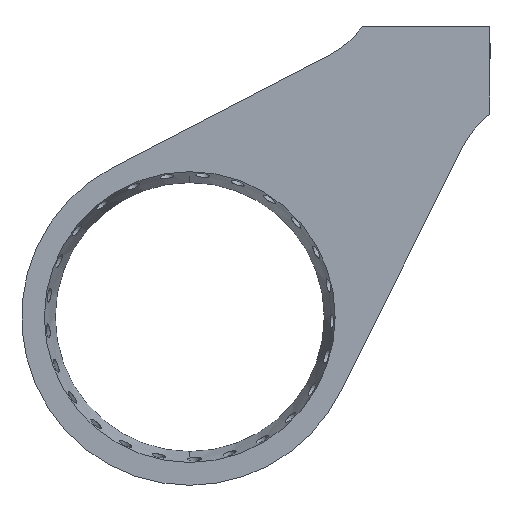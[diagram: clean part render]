
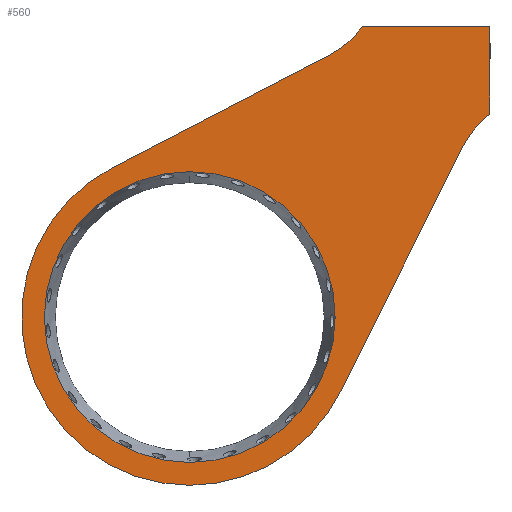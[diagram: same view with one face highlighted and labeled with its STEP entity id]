
A CAD part, front view. The second image highlights one B-rep face of the part: STEP entity #560.
In plain terms, the highlighted planar face has unit normal (0, -1, 0).
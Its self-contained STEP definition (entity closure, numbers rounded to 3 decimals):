
#129 = CARTESIAN_POINT ( 'NONE',  ( 9.549, -16.77, -38.963 ) ) ;
#198 = VECTOR ( 'NONE', #6860, 1000. ) ;
#215 = CARTESIAN_POINT ( 'NONE',  ( 30., -16.77, 0. ) ) ;
#240 = CIRCLE ( 'NONE', #7424, 23.11 ) ;
#296 = CARTESIAN_POINT ( 'NONE',  ( 8.08, -16.77, 7.186 ) ) ;
#362 = EDGE_CURVE ( 'NONE', #6888, #5464, #6824, .T. ) ;
#388 = LINE ( 'NONE', #215, #5871 ) ;
#418 = CARTESIAN_POINT ( 'NONE',  ( 26.71, -16.77, -4.586 ) ) ;
#445 = AXIS2_PLACEMENT_3D ( 'NONE', #2638, #3208, #2618 ) ;
#490 = CIRCLE ( 'NONE', #7428, 23.11 ) ;
#495 = EDGE_CURVE ( 'NONE', #3139, #2855, #490, .T. ) ;
#552 = ORIENTED_EDGE ( 'NONE', *, *, #2454, .T. ) ;
#560 = ADVANCED_FACE ( 'NONE', ( #2137, #6833 ), #3162, .T. ) ;
#590 = EDGE_CURVE ( 'NONE', #4369, #5464, #388, .T. ) ;
#639 = CIRCLE ( 'NONE', #445, 19.978 ) ;
#899 = DIRECTION ( 'NONE',  ( 0., -1., 0. ) ) ;
#912 = CARTESIAN_POINT ( 'NONE',  ( 8.946, -16.77, 7.673 ) ) ;
#1034 = B_SPLINE_CURVE_WITH_KNOTS ( 'NONE', 3,
 ( #4583, #3343, #7002, #2127, #2175, #912, #2728, #7634 ),
 .UNSPECIFIED., .F., .F.,
 ( 4, 2, 2, 4 ),
 ( 0., 0.003, 0.004, 0.006 ),
 .UNSPECIFIED. ) ;
#1065 = ORIENTED_EDGE ( 'NONE', *, *, #7519, .T. ) ;
#1122 = CARTESIAN_POINT ( 'NONE',  ( 30., -16.77, -1. ) ) ;
#1133 = CARTESIAN_POINT ( 'NONE',  ( -11.25, -16.77, -8.912 ) ) ;
#1199 = CIRCLE ( 'NONE', #7888, 19.978 ) ;
#1368 = DIRECTION ( 'NONE',  ( 0., -1., 0. ) ) ;
#1568 = VERTEX_POINT ( 'NONE', #296 ) ;
#1676 = ORIENTED_EDGE ( 'NONE', *, *, #4613, .T. ) ;
#1744 = VECTOR ( 'NONE', #5166, 1000. ) ;
#1748 = VECTOR ( 'NONE', #7924, 1000. ) ;
#1849 = ORIENTED_EDGE ( 'NONE', *, *, #495, .T. ) ;
#1930 = EDGE_CURVE ( 'NONE', #2163, #4369, #4855, .T. ) ;
#2127 = CARTESIAN_POINT ( 'NONE',  ( 10.137, -16.77, 8.535 ) ) ;
#2137 = FACE_OUTER_BOUND ( 'NONE', #5157, .T. ) ;
#2163 = VERTEX_POINT ( 'NONE', #2721 ) ;
#2175 = CARTESIAN_POINT ( 'NONE',  ( 9.754, -16.77, 8.233 ) ) ;
#2454 = EDGE_CURVE ( 'NONE', #2163, #1568, #1034, .T. ) ;
#2493 = CARTESIAN_POINT ( 'NONE',  ( -11.25, -16.77, -52. ) ) ;
#2558 = CARTESIAN_POINT ( 'NONE',  ( 0., -16.77, 11. ) ) ;
#2618 = DIRECTION ( 'NONE',  ( 0., 0., -1. ) ) ;
#2638 = CARTESIAN_POINT ( 'NONE',  ( -11.25, -16.77, -28.89 ) ) ;
#2721 = CARTESIAN_POINT ( 'NONE',  ( 12.5, -16.77, 11. ) ) ;
#2728 = CARTESIAN_POINT ( 'NONE',  ( 8.52, -16.77, 7.414 ) ) ;
#2749 = CARTESIAN_POINT ( 'NONE',  ( 28.2, -16.77, -2.669 ) ) ;
#2754 = VERTEX_POINT ( 'NONE', #4843 ) ;
#2855 = VERTEX_POINT ( 'NONE', #129 ) ;
#3139 = VERTEX_POINT ( 'NONE', #2493 ) ;
#3162 = PLANE ( 'NONE',  #3567 ) ;
#3208 = DIRECTION ( 'NONE',  ( 0., 1., 0. ) ) ;
#3343 = CARTESIAN_POINT ( 'NONE',  ( 11.893, -16.77, 10.222 ) ) ;
#3368 = LINE ( 'NONE', #6085, #1748 ) ;
#3371 = CARTESIAN_POINT ( 'NONE',  ( 29.243, -16.77, -1.636 ) ) ;
#3432 = EDGE_CURVE ( 'NONE', #2754, #3139, #240, .T. ) ;
#3567 = AXIS2_PLACEMENT_3D ( 'NONE', #6930, #1368, #7901 ) ;
#3869 = EDGE_CURVE ( 'NONE', #6204, #6568, #1199, .T. ) ;
#3870 = CARTESIAN_POINT ( 'NONE',  ( -11.25, -16.77, -28.89 ) ) ;
#4001 = ORIENTED_EDGE ( 'NONE', *, *, #3432, .T. ) ;
#4076 = CARTESIAN_POINT ( 'NONE',  ( 26.267, -16.77, -5.474 ) ) ;
#4267 = DIRECTION ( 'NONE',  ( 0., -1., 0. ) ) ;
#4369 = VERTEX_POINT ( 'NONE', #5347 ) ;
#4394 = DIRECTION ( 'NONE',  ( 0., 0., -1. ) ) ;
#4567 = DIRECTION ( 'NONE',  ( 0., 0., -1. ) ) ;
#4583 = CARTESIAN_POINT ( 'NONE',  ( 12.5, -16.77, 11. ) ) ;
#4613 = EDGE_CURVE ( 'NONE', #6568, #6204, #639, .T. ) ;
#4754 = CARTESIAN_POINT ( 'NONE',  ( 29.616, -16.77, -1.31 ) ) ;
#4843 = CARTESIAN_POINT ( 'NONE',  ( -21.899, -16.77, -8.379 ) ) ;
#4855 = LINE ( 'NONE', #2558, #198 ) ;
#4876 = ORIENTED_EDGE ( 'NONE', *, *, #3869, .T. ) ;
#5029 = CARTESIAN_POINT ( 'NONE',  ( -11.25, -16.77, -28.89 ) ) ;
#5118 = DIRECTION ( 'NONE',  ( 0., 1., 0. ) ) ;
#5157 = EDGE_LOOP ( 'NONE', ( #7784, #5505, #7654, #7324, #552, #1065, #4001, #1849 ) ) ;
#5166 = DIRECTION ( 'NONE',  ( -0.447, 0., -0.895 ) ) ;
#5291 = LINE ( 'NONE', #7494, #1744 ) ;
#5315 = CARTESIAN_POINT ( 'NONE',  ( 26.267, -16.77, -5.474 ) ) ;
#5334 = CARTESIAN_POINT ( 'NONE',  ( 27.257, -16.77, -3.78 ) ) ;
#5347 = CARTESIAN_POINT ( 'NONE',  ( 30., -16.77, 11. ) ) ;
#5464 = VERTEX_POINT ( 'NONE', #6292 ) ;
#5505 = ORIENTED_EDGE ( 'NONE', *, *, #362, .T. ) ;
#5871 = VECTOR ( 'NONE', #6456, 1000. ) ;
#6085 = CARTESIAN_POINT ( 'NONE',  ( -1.223, -16.77, 2.356 ) ) ;
#6204 = VERTEX_POINT ( 'NONE', #1133 ) ;
#6292 = CARTESIAN_POINT ( 'NONE',  ( 30., -16.77, -1. ) ) ;
#6456 = DIRECTION ( 'NONE',  ( 0., 0., -1. ) ) ;
#6518 = EDGE_LOOP ( 'NONE', ( #1676, #4876 ) ) ;
#6568 = VERTEX_POINT ( 'NONE', #7586 ) ;
#6686 = EDGE_CURVE ( 'NONE', #6888, #2855, #5291, .T. ) ;
#6824 = B_SPLINE_CURVE_WITH_KNOTS ( 'NONE', 3,
 ( #5315, #418, #5334, #2749, #7052, #3371, #4754, #1122 ),
 .UNSPECIFIED., .F., .F.,
 ( 4, 2, 2, 4 ),
 ( 0., 0.003, 0.004, 0.006 ),
 .UNSPECIFIED. ) ;
#6833 = FACE_BOUND ( 'NONE', #6518, .T. ) ;
#6860 = DIRECTION ( 'NONE',  ( 1., 0., 0. ) ) ;
#6888 = VERTEX_POINT ( 'NONE', #4076 ) ;
#6930 = CARTESIAN_POINT ( 'NONE',  ( 0., -16.77, 0. ) ) ;
#7002 = CARTESIAN_POINT ( 'NONE',  ( 11.235, -16.77, 9.499 ) ) ;
#7052 = CARTESIAN_POINT ( 'NONE',  ( 28.535, -16.77, -2.314 ) ) ;
#7324 = ORIENTED_EDGE ( 'NONE', *, *, #1930, .F. ) ;
#7424 = AXIS2_PLACEMENT_3D ( 'NONE', #3870, #899, #4567 ) ;
#7428 = AXIS2_PLACEMENT_3D ( 'NONE', #5029, #4267, #4394 ) ;
#7494 = CARTESIAN_POINT ( 'NONE',  ( 23.215, -16.77, -11.589 ) ) ;
#7519 = EDGE_CURVE ( 'NONE', #1568, #2754, #3368, .T. ) ;
#7524 = CARTESIAN_POINT ( 'NONE',  ( -11.25, -16.77, -28.89 ) ) ;
#7586 = CARTESIAN_POINT ( 'NONE',  ( -11.25, -16.77, -48.867 ) ) ;
#7602 = DIRECTION ( 'NONE',  ( 0., 0., -1. ) ) ;
#7634 = CARTESIAN_POINT ( 'NONE',  ( 8.08, -16.77, 7.186 ) ) ;
#7654 = ORIENTED_EDGE ( 'NONE', *, *, #590, .F. ) ;
#7784 = ORIENTED_EDGE ( 'NONE', *, *, #6686, .F. ) ;
#7888 = AXIS2_PLACEMENT_3D ( 'NONE', #7524, #5118, #7602 ) ;
#7901 = DIRECTION ( 'NONE',  ( 0., 0., -1. ) ) ;
#7924 = DIRECTION ( 'NONE',  ( -0.888, 0., -0.461 ) ) ;
